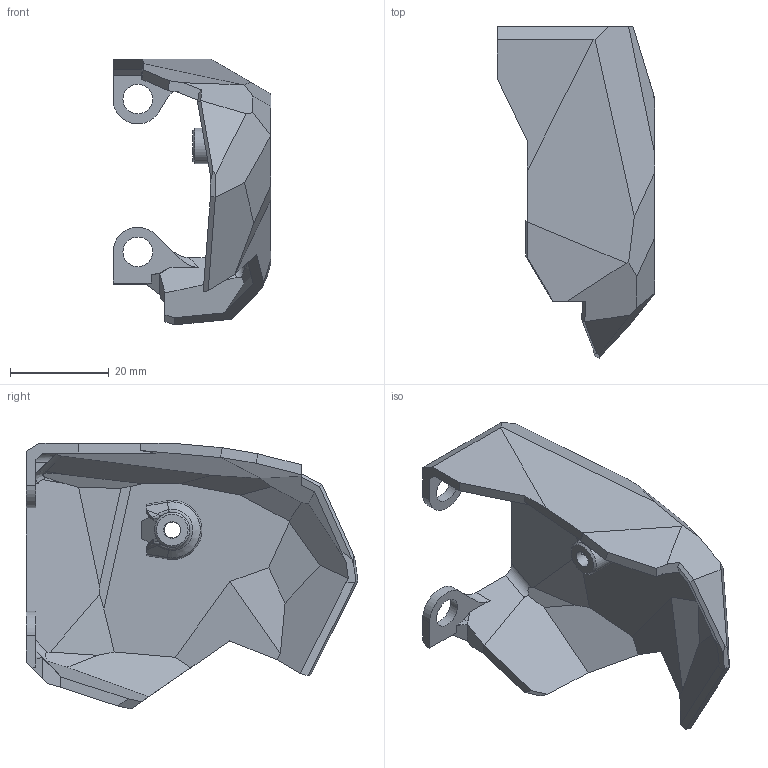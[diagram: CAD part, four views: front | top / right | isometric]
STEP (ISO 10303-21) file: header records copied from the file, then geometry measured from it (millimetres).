
FILE_DESCRIPTION(/* description */ (''),/* implementation_level */ '2;1');
FILE_NAME(/* name */ 'sb_cw1_pcb_cover_assy-r1.stp',/* time_stamp */ '2022-05-01T22:43:29-06:00',/* author */ ('Wile.e'),/* organization */ (''),/* preprocessor_version */ 'ST-DEVELOPER v19',/* originating_system */ 'Autodesk Inventor 2023',/* authorisation */ '');
FILE_SCHEMA (('AUTOMOTIVE_DESIGN { 1 0 10303 214 3 1 1 }'));
Length unit declared in the file: millimetre
Products named in the file (1): SBCW1 PCB
Bounding box: 32 x 67.31 x 53.91 mm (x, y, z)
Volume: 10150.7 mm3; surface area: 11051.4 mm2
Topology: 2 solids, 2 shells, 218 faces, 577 edges, 365 vertices
Faces by surface type: plane 159, cylinder 28, bspline 14, cone 11, torus 4, sphere 2
Full cylindrical faces by diameter (mm): 3.4 x1, 6 x3, 7.2 x1
Entity records: 7166 total; most frequent: CARTESIAN_POINT 1628, ORIENTED_EDGE 1150, DIRECTION 1065, EDGE_CURVE 575, LINE 443, VECTOR 443, VERTEX_POINT 365, AXIS2_PLACEMENT_3D 311
